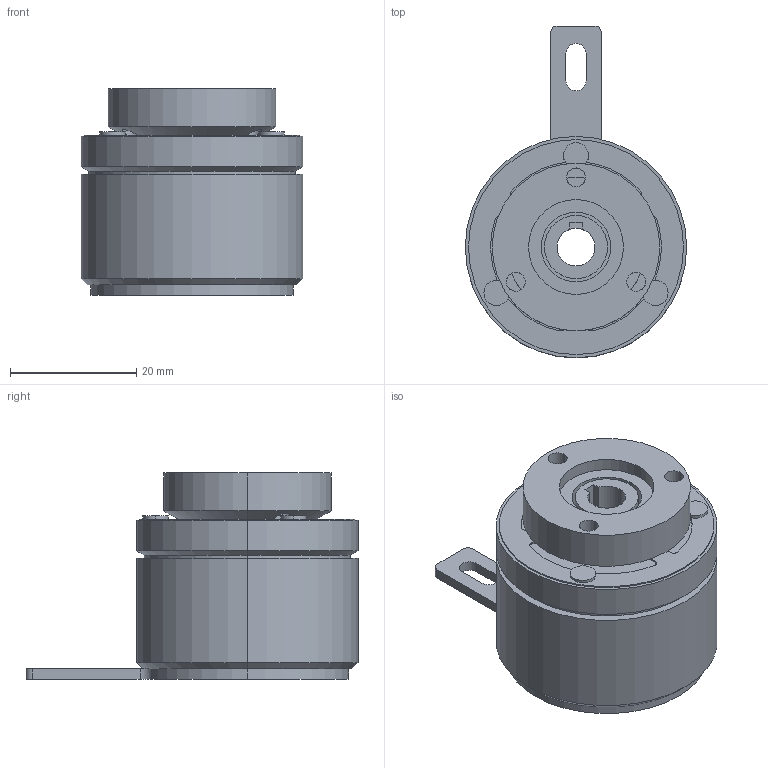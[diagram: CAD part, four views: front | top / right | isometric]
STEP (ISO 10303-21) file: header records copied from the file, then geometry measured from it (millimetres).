
FILE_DESCRIPTION (( 'STEP AP203' ), '1' );
FILE_NAME ('AMC 2.5_25144500(‚P‘Ì).STEP', '2016-03-04T01:17:39', ( ' ' ), ( '' ), 'SwSTEP 2.0', 'SolidWorks 2009', '' );
FILE_SCHEMA (( 'CONFIG_CONTROL_DESIGN' ));
Length unit declared in the file: millimetre
Products named in the file (1): AMC 2.5_25144500(１体)
Bounding box: 35 x 52.5 x 32.6 mm (x, y, z)
Volume: 26396.7 mm3; surface area: 7289.2 mm2
Topology: 1 solids, 1 shells, 107 faces, 280 edges, 179 vertices
Faces by surface type: cylinder 66, plane 35, cone 6
Entity records: 3505 total; most frequent: CARTESIAN_POINT 644, DIRECTION 644, ORIENTED_EDGE 560, EDGE_CURVE 280, AXIS2_PLACEMENT_3D 263, VERTEX_POINT 179, CIRCLE 155, EDGE_LOOP 121
